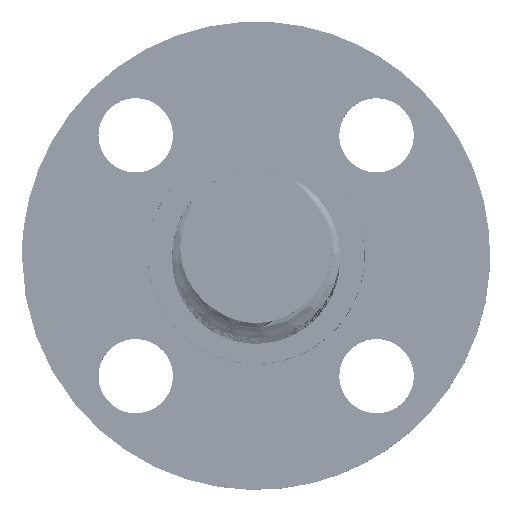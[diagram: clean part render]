
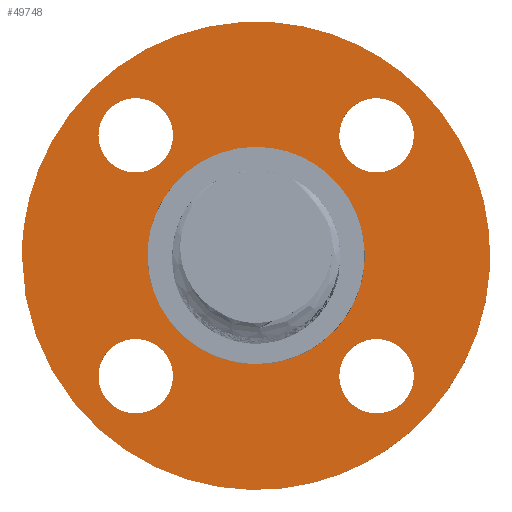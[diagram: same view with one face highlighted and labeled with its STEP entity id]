
A CAD part, top view. The second image highlights one B-rep face of the part: STEP entity #49748.
In plain terms, the highlighted free-form (B-spline) face has degree [1, 1] with [2, 2] control points.
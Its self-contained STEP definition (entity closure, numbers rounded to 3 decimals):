
#49389 = VERTEX_POINT('',#49390);
#49390 = CARTESIAN_POINT('',(-6.935,0.294,
    -14.057));
#49395 = EDGE_CURVE('',#49389,#49389,#49396,.T.);
#49396 = ( BOUNDED_CURVE() B_SPLINE_CURVE(2,(#49397,#49398,#49399,#49400
    ,#49401,#49402,#49403),.UNSPECIFIED.,.T.,.F.) 
B_SPLINE_CURVE_WITH_KNOTS((3,2,2,3),(3.142,5.236,
7.33,9.425),.PIECEWISE_BEZIER_KNOTS.) CURVE() 
GEOMETRIC_REPRESENTATION_ITEM() RATIONAL_B_SPLINE_CURVE((1.,0.5,1.,0.5,
1.,0.5,1.)) REPRESENTATION_ITEM('') );
#49397 = CARTESIAN_POINT('',(-6.935,0.294,
    -14.057));
#49398 = CARTESIAN_POINT('',(-6.935,12.305,
    -14.057));
#49399 = CARTESIAN_POINT('',(3.466,6.299,
    -14.057));
#49400 = CARTESIAN_POINT('',(13.868,0.294,
    -14.057));
#49401 = CARTESIAN_POINT('',(3.466,-5.712,
    -14.057));
#49402 = CARTESIAN_POINT('',(-6.935,-11.717,
    -14.057));
#49403 = CARTESIAN_POINT('',(-6.935,0.294,
    -14.057));
#49452 = VERTEX_POINT('',#49453);
#49453 = CARTESIAN_POINT('',(-10.072,-7.398,
    -14.057));
#49471 = EDGE_CURVE('',#49452,#49452,#49472,.T.);
#49472 = ( BOUNDED_CURVE() B_SPLINE_CURVE(2,(#49473,#49474,#49475,#49476
    ,#49477,#49478,#49479),.UNSPECIFIED.,.T.,.F.) 
B_SPLINE_CURVE_WITH_KNOTS((3,2,2,3),(3.142,5.236,
7.33,9.425),.PIECEWISE_BEZIER_KNOTS.) CURVE() 
GEOMETRIC_REPRESENTATION_ITEM() RATIONAL_B_SPLINE_CURVE((1.,0.5,1.,0.5,
1.,0.5,1.)) REPRESENTATION_ITEM('') );
#49473 = CARTESIAN_POINT('',(-10.072,-7.398,
    -14.057));
#49474 = CARTESIAN_POINT('',(-10.072,-3.276,
    -14.057));
#49475 = CARTESIAN_POINT('',(-6.503,-5.337,
    -14.057));
#49476 = CARTESIAN_POINT('',(-2.934,-7.398,
    -14.057));
#49477 = CARTESIAN_POINT('',(-6.503,-9.459,
    -14.057));
#49478 = CARTESIAN_POINT('',(-10.072,-11.519,
    -14.057));
#49479 = CARTESIAN_POINT('',(-10.072,-7.398,
    -14.057));
#49504 = VERTEX_POINT('',#49505);
#49505 = CARTESIAN_POINT('',(5.311,-7.398,
    -14.057));
#49523 = EDGE_CURVE('',#49504,#49504,#49524,.T.);
#49524 = ( BOUNDED_CURVE() B_SPLINE_CURVE(2,(#49525,#49526,#49527,#49528
    ,#49529,#49530,#49531),.UNSPECIFIED.,.T.,.F.) 
B_SPLINE_CURVE_WITH_KNOTS((3,2,2,3),(3.142,5.236,
7.33,9.425),.PIECEWISE_BEZIER_KNOTS.) CURVE() 
GEOMETRIC_REPRESENTATION_ITEM() RATIONAL_B_SPLINE_CURVE((1.,0.5,1.,0.5,
1.,0.5,1.)) REPRESENTATION_ITEM('') );
#49525 = CARTESIAN_POINT('',(5.311,-7.398,
    -14.057));
#49526 = CARTESIAN_POINT('',(5.311,-3.276,
    -14.057));
#49527 = CARTESIAN_POINT('',(8.88,-5.337,
    -14.057));
#49528 = CARTESIAN_POINT('',(12.45,-7.398,
    -14.057));
#49529 = CARTESIAN_POINT('',(8.88,-9.459,
    -14.057));
#49530 = CARTESIAN_POINT('',(5.311,-11.519,
    -14.057));
#49531 = CARTESIAN_POINT('',(5.311,-7.398,
    -14.057));
#49556 = VERTEX_POINT('',#49557);
#49557 = CARTESIAN_POINT('',(5.311,7.985,
    -14.057));
#49575 = EDGE_CURVE('',#49556,#49556,#49576,.T.);
#49576 = ( BOUNDED_CURVE() B_SPLINE_CURVE(2,(#49577,#49578,#49579,#49580
    ,#49581,#49582,#49583),.UNSPECIFIED.,.T.,.F.) 
B_SPLINE_CURVE_WITH_KNOTS((3,2,2,3),(3.142,5.236,
7.33,9.425),.PIECEWISE_BEZIER_KNOTS.) CURVE() 
GEOMETRIC_REPRESENTATION_ITEM() RATIONAL_B_SPLINE_CURVE((1.,0.5,1.,0.5,
1.,0.5,1.)) REPRESENTATION_ITEM('') );
#49577 = CARTESIAN_POINT('',(5.311,7.985,
    -14.057));
#49578 = CARTESIAN_POINT('',(5.311,12.107,
    -14.057));
#49579 = CARTESIAN_POINT('',(8.88,10.046,
    -14.057));
#49580 = CARTESIAN_POINT('',(12.45,7.985,
    -14.057));
#49581 = CARTESIAN_POINT('',(8.88,5.925,
    -14.057));
#49582 = CARTESIAN_POINT('',(5.311,3.864,
    -14.057));
#49583 = CARTESIAN_POINT('',(5.311,7.985,
    -14.057));
#49608 = VERTEX_POINT('',#49609);
#49609 = CARTESIAN_POINT('',(-10.072,7.985,
    -14.057));
#49627 = EDGE_CURVE('',#49608,#49608,#49628,.T.);
#49628 = ( BOUNDED_CURVE() B_SPLINE_CURVE(2,(#49629,#49630,#49631,#49632
    ,#49633,#49634,#49635),.UNSPECIFIED.,.T.,.F.) 
B_SPLINE_CURVE_WITH_KNOTS((3,2,2,3),(3.142,5.236,
7.33,9.425),.PIECEWISE_BEZIER_KNOTS.) CURVE() 
GEOMETRIC_REPRESENTATION_ITEM() RATIONAL_B_SPLINE_CURVE((1.,0.5,1.,0.5,
1.,0.5,1.)) REPRESENTATION_ITEM('') );
#49629 = CARTESIAN_POINT('',(-10.072,7.985,
    -14.057));
#49630 = CARTESIAN_POINT('',(-10.072,12.107,
    -14.057));
#49631 = CARTESIAN_POINT('',(-6.503,10.046,
    -14.057));
#49632 = CARTESIAN_POINT('',(-2.934,7.985,
    -14.057));
#49633 = CARTESIAN_POINT('',(-6.503,5.925,
    -14.057));
#49634 = CARTESIAN_POINT('',(-10.072,3.864,
    -14.057));
#49635 = CARTESIAN_POINT('',(-10.072,7.985,
    -14.057));
#49700 = EDGE_CURVE('',#49701,#49701,#49703,.T.);
#49701 = VERTEX_POINT('',#49702);
#49702 = CARTESIAN_POINT('',(-14.958,0.294,
    -14.057));
#49703 = ( BOUNDED_CURVE() B_SPLINE_CURVE(2,(#49704,#49705,#49706,#49707
    ,#49708,#49709,#49710),.UNSPECIFIED.,.T.,.F.) 
B_SPLINE_CURVE_WITH_KNOTS((3,2,2,3),(3.142,5.236,
7.33,9.425),.PIECEWISE_BEZIER_KNOTS.) CURVE() 
GEOMETRIC_REPRESENTATION_ITEM() RATIONAL_B_SPLINE_CURVE((1.,0.5,1.,0.5,
1.,0.5,1.)) REPRESENTATION_ITEM('') );
#49704 = CARTESIAN_POINT('',(-14.958,0.294,
    -14.057));
#49705 = CARTESIAN_POINT('',(-14.958,-25.612,
    -14.057));
#49706 = CARTESIAN_POINT('',(7.477,-12.659,
    -14.057));
#49707 = CARTESIAN_POINT('',(29.913,0.294,
    -14.057));
#49708 = CARTESIAN_POINT('',(7.477,13.247,
    -14.057));
#49709 = CARTESIAN_POINT('',(-14.958,26.2,
    -14.057));
#49710 = CARTESIAN_POINT('',(-14.958,0.294,
    -14.057));
#49748 = ADVANCED_FACE('',(#49749,#49752,#49755,#49758,#49761,#49764),
  #49767,.T.);
#49749 = FACE_BOUND('',#49750,.T.);
#49750 = EDGE_LOOP('',(#49751));
#49751 = ORIENTED_EDGE('',*,*,#49700,.T.);
#49752 = FACE_BOUND('',#49753,.T.);
#49753 = EDGE_LOOP('',(#49754));
#49754 = ORIENTED_EDGE('',*,*,#49395,.T.);
#49755 = FACE_BOUND('',#49756,.T.);
#49756 = EDGE_LOOP('',(#49757));
#49757 = ORIENTED_EDGE('',*,*,#49627,.T.);
#49758 = FACE_BOUND('',#49759,.T.);
#49759 = EDGE_LOOP('',(#49760));
#49760 = ORIENTED_EDGE('',*,*,#49575,.T.);
#49761 = FACE_BOUND('',#49762,.T.);
#49762 = EDGE_LOOP('',(#49763));
#49763 = ORIENTED_EDGE('',*,*,#49523,.T.);
#49764 = FACE_BOUND('',#49765,.T.);
#49765 = EDGE_LOOP('',(#49766));
#49766 = ORIENTED_EDGE('',*,*,#49471,.T.);
#49767 = B_SPLINE_SURFACE_WITH_KNOTS('',1,1,(
    (#49768,#49769)
    ,(#49770,#49771
    )),.UNSPECIFIED.,.F.,.F.,.F.,(2,2),(2,2),(-11.,11.),(-11.,11.),
  .PIECEWISE_BEZIER_KNOTS.);
#49768 = CARTESIAN_POINT('',(-14.958,-14.663,
    -14.057));
#49769 = CARTESIAN_POINT('',(-14.958,15.251,
    -14.057));
#49770 = CARTESIAN_POINT('',(14.956,-14.663,
    -14.057));
#49771 = CARTESIAN_POINT('',(14.956,15.251,
    -14.057));
